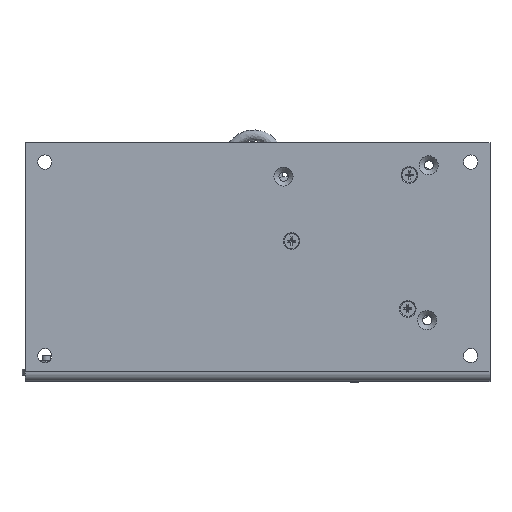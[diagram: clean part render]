
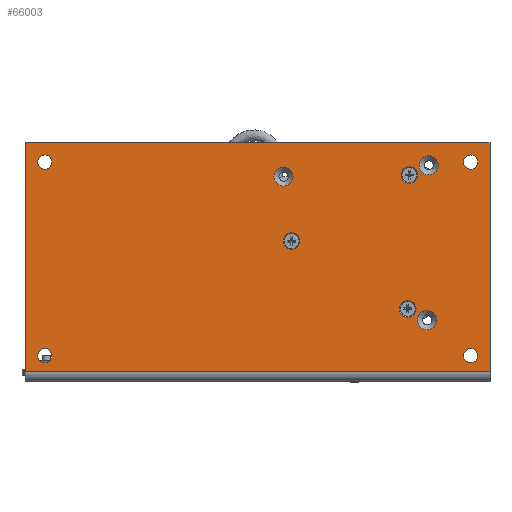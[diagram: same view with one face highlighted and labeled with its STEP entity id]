
A CAD part, top view. The second image highlights one B-rep face of the part: STEP entity #66003.
In plain terms, the highlighted planar face has unit normal (0, 0, 1).
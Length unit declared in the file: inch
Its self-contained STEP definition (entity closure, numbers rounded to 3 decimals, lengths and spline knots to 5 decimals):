
#790 = DIRECTION ( 'NONE',  ( 1., 0., 0. ) ) ;
#1190 = ORIENTED_EDGE ( 'NONE', *, *, #33903, .F. ) ;
#1519 = CARTESIAN_POINT ( 'NONE',  ( -1.03376, 1.1875, 0.18455 ) ) ;
#2261 = CARTESIAN_POINT ( 'NONE',  ( -9., 0.18455, 0.18455 ) ) ;
#2424 = ORIENTED_EDGE ( 'NONE', *, *, #37253, .T. ) ;
#2947 = DIRECTION ( 'NONE',  ( -1., 0., 0. ) ) ;
#5926 = DIRECTION ( 'NONE',  ( 0., -1., 0. ) ) ;
#6467 = FACE_BOUND ( 'NONE', #64862, .T. ) ;
#7503 = EDGE_LOOP ( 'NONE', ( #10053 ) ) ;
#8489 = EDGE_LOOP ( 'NONE', ( #9504 ) ) ;
#8746 = LINE ( 'NONE', #40784, #31625 ) ;
#9276 = CARTESIAN_POINT ( 'NONE',  ( -3.81496, 3.9688, 0.18455 ) ) ;
#9345 = CIRCLE ( 'NONE', #16500, 0.1378 ) ;
#9473 = EDGE_CURVE ( 'NONE', #69472, #65773, #45201, .T. ) ;
#9504 = ORIENTED_EDGE ( 'NONE', *, *, #56232, .T. ) ;
#10053 = ORIENTED_EDGE ( 'NONE', *, *, #30748, .F. ) ;
#10478 = EDGE_LOOP ( 'NONE', ( #61705 ) ) ;
#10843 = EDGE_LOOP ( 'NONE', ( #1190 ) ) ;
#11191 = CARTESIAN_POINT ( 'NONE',  ( -1.1875, 4.1875, 0.18455 ) ) ;
#12270 = FACE_BOUND ( 'NONE', #68763, .T. ) ;
#12987 = FACE_BOUND ( 'NONE', #50225, .T. ) ;
#13219 = DIRECTION ( 'NONE',  ( 0., 0., 1. ) ) ;
#14514 = CARTESIAN_POINT ( 'NONE',  ( -1.2188, 1.1875, 0.18455 ) ) ;
#15106 = VERTEX_POINT ( 'NONE', #9276 ) ;
#15300 = VERTEX_POINT ( 'NONE', #41503 ) ;
#16281 = CARTESIAN_POINT ( 'NONE',  ( -8.4872, 4.25, 0.18455 ) ) ;
#16356 = EDGE_CURVE ( 'NONE', #57507, #57507, #25546, .T. ) ;
#16500 = AXIS2_PLACEMENT_3D ( 'NONE', #41708, #42801, #64297 ) ;
#16602 = CIRCLE ( 'NONE', #18869, 0.18504 ) ;
#17307 = CARTESIAN_POINT ( 'NONE',  ( -8.625, 4.25, 0.18455 ) ) ;
#17680 = DIRECTION ( 'NONE',  ( 1., 0., 0. ) ) ;
#17762 = FACE_BOUND ( 'NONE', #24932, .T. ) ;
#18364 = DIRECTION ( 'NONE',  ( 0., 0., -1. ) ) ;
#18869 = AXIS2_PLACEMENT_3D ( 'NONE', #39346, #24994, #790 ) ;
#19345 = AXIS2_PLACEMENT_3D ( 'NONE', #11191, #33378, #67595 ) ;
#20056 = EDGE_LOOP ( 'NONE', ( #21585, #2424, #46986, #56214 ) ) ;
#20846 = EDGE_CURVE ( 'NONE', #69876, #69876, #34830, .T. ) ;
#21075 = CIRCLE ( 'NONE', #52424, 0.16142 ) ;
#21104 = CARTESIAN_POINT ( 'NONE',  ( 0., 0.18455, 0.18455 ) ) ;
#21585 = ORIENTED_EDGE ( 'NONE', *, *, #9473, .F. ) ;
#22843 = ORIENTED_EDGE ( 'NONE', *, *, #62690, .F. ) ;
#23821 = CARTESIAN_POINT ( 'NONE',  ( -3.8438, 2.7188, 0.18455 ) ) ;
#23901 = FACE_BOUND ( 'NONE', #8489, .T. ) ;
#24333 = CARTESIAN_POINT ( 'NONE',  ( -1.5625, 4., 0.18455 ) ) ;
#24932 = EDGE_LOOP ( 'NONE', ( #43308 ) ) ;
#24994 = DIRECTION ( 'NONE',  ( 0., 0., 1. ) ) ;
#25546 = CIRCLE ( 'NONE', #44192, 0.18504 ) ;
#26312 = EDGE_CURVE ( 'NONE', #38830, #38830, #65088, .T. ) ;
#26380 = DIRECTION ( 'NONE',  ( 1., 0., 0. ) ) ;
#27365 = ORIENTED_EDGE ( 'NONE', *, *, #26312, .T. ) ;
#27502 = CIRCLE ( 'NONE', #19345, 0.18504 ) ;
#28605 = CARTESIAN_POINT ( 'NONE',  ( -0.375, 0.5, 0.18455 ) ) ;
#28649 = PLANE ( 'NONE',  #32387 ) ;
#28994 = DIRECTION ( 'NONE',  ( 0., 0., -1. ) ) ;
#29325 = ORIENTED_EDGE ( 'NONE', *, *, #61536, .T. ) ;
#29352 = FACE_BOUND ( 'NONE', #10843, .T. ) ;
#30125 = EDGE_LOOP ( 'NONE', ( #27365 ) ) ;
#30181 = CARTESIAN_POINT ( 'NONE',  ( 0., 4.625, 0.18455 ) ) ;
#30748 = EDGE_CURVE ( 'NONE', #41316, #41316, #21075, .T. ) ;
#31625 = VECTOR ( 'NONE', #2947, 39.37008 ) ;
#31743 = EDGE_CURVE ( 'NONE', #46025, #70481, #8746, .T. ) ;
#32025 = AXIS2_PLACEMENT_3D ( 'NONE', #59850, #54400, #26380 ) ;
#32387 = AXIS2_PLACEMENT_3D ( 'NONE', #46113, #28994, #57370 ) ;
#33378 = DIRECTION ( 'NONE',  ( 0., 0., 1. ) ) ;
#33903 = EDGE_CURVE ( 'NONE', #15106, #15106, #16602, .T. ) ;
#34264 = LINE ( 'NONE', #51728, #65840 ) ;
#34830 = CIRCLE ( 'NONE', #53451, 0.1378 ) ;
#35165 = FACE_BOUND ( 'NONE', #7503, .T. ) ;
#35400 = DIRECTION ( 'NONE',  ( 1., 0., 0. ) ) ;
#36771 = EDGE_CURVE ( 'NONE', #64264, #64264, #57592, .T. ) ;
#37253 = EDGE_CURVE ( 'NONE', #69472, #46025, #69555, .T. ) ;
#38799 = EDGE_CURVE ( 'NONE', #70481, #65773, #34264, .T. ) ;
#38830 = VERTEX_POINT ( 'NONE', #39544 ) ;
#39346 = CARTESIAN_POINT ( 'NONE',  ( -4., 3.9688, 0.18455 ) ) ;
#39544 = CARTESIAN_POINT ( 'NONE',  ( -0.2372, 0.5, 0.18455 ) ) ;
#40147 = AXIS2_PLACEMENT_3D ( 'NONE', #23821, #56575, #17680 ) ;
#40784 = CARTESIAN_POINT ( 'NONE',  ( -9., 4.625, 0.18455 ) ) ;
#41224 = VERTEX_POINT ( 'NONE', #45640 ) ;
#41316 = VERTEX_POINT ( 'NONE', #58041 ) ;
#41503 = CARTESIAN_POINT ( 'NONE',  ( -1.43238, 1.4062, 0.18455 ) ) ;
#41708 = CARTESIAN_POINT ( 'NONE',  ( -8.625, 0.5, 0.18455 ) ) ;
#41889 = CARTESIAN_POINT ( 'NONE',  ( 0., 0., 0.18455 ) ) ;
#42405 = CARTESIAN_POINT ( 'NONE',  ( -3.68238, 2.7188, 0.18455 ) ) ;
#42801 = DIRECTION ( 'NONE',  ( 0., 0., -1. ) ) ;
#43308 = ORIENTED_EDGE ( 'NONE', *, *, #16356, .F. ) ;
#44192 = AXIS2_PLACEMENT_3D ( 'NONE', #14514, #64390, #59984 ) ;
#45201 = LINE ( 'NONE', #67392, #68713 ) ;
#45365 = DIRECTION ( 'NONE',  ( 1., 0., 0. ) ) ;
#45401 = FACE_OUTER_BOUND ( 'NONE', #20056, .T. ) ;
#45640 = CARTESIAN_POINT ( 'NONE',  ( -1.00246, 4.1875, 0.18455 ) ) ;
#46025 = VERTEX_POINT ( 'NONE', #30181 ) ;
#46086 = EDGE_CURVE ( 'NONE', #41224, #41224, #27502, .T. ) ;
#46113 = CARTESIAN_POINT ( 'NONE',  ( -4.5, 2.3125, 0.18455 ) ) ;
#46901 = DIRECTION ( 'NONE',  ( 1., 0., 0. ) ) ;
#46986 = ORIENTED_EDGE ( 'NONE', *, *, #31743, .T. ) ;
#47613 = DIRECTION ( 'NONE',  ( 0., 0., 1. ) ) ;
#48762 = CARTESIAN_POINT ( 'NONE',  ( -0.2372, 4.25, 0.18455 ) ) ;
#50225 = EDGE_LOOP ( 'NONE', ( #22843 ) ) ;
#51728 = CARTESIAN_POINT ( 'NONE',  ( -9., 0., 0.18455 ) ) ;
#51778 = CIRCLE ( 'NONE', #32025, 0.1378 ) ;
#52064 = CARTESIAN_POINT ( 'NONE',  ( -8.4872, 0.5, 0.18455 ) ) ;
#52424 = AXIS2_PLACEMENT_3D ( 'NONE', #24333, #47613, #46901 ) ;
#53228 = CARTESIAN_POINT ( 'NONE',  ( -1.5938, 1.4062, 0.18455 ) ) ;
#53451 = AXIS2_PLACEMENT_3D ( 'NONE', #17307, #18364, #67498 ) ;
#54239 = ORIENTED_EDGE ( 'NONE', *, *, #36771, .F. ) ;
#54400 = DIRECTION ( 'NONE',  ( 0., 0., -1. ) ) ;
#55561 = DIRECTION ( 'NONE',  ( 0., 0., -1. ) ) ;
#56214 = ORIENTED_EDGE ( 'NONE', *, *, #38799, .T. ) ;
#56232 = EDGE_CURVE ( 'NONE', #69159, #69159, #9345, .T. ) ;
#56575 = DIRECTION ( 'NONE',  ( 0., 0., 1. ) ) ;
#56656 = FACE_BOUND ( 'NONE', #63851, .T. ) ;
#57370 = DIRECTION ( 'NONE',  ( -1., 0., 0. ) ) ;
#57507 = VERTEX_POINT ( 'NONE', #1519 ) ;
#57592 = CIRCLE ( 'NONE', #40147, 0.16142 ) ;
#58041 = CARTESIAN_POINT ( 'NONE',  ( -1.40108, 4., 0.18455 ) ) ;
#59850 = CARTESIAN_POINT ( 'NONE',  ( -0.375, 4.25, 0.18455 ) ) ;
#59935 = AXIS2_PLACEMENT_3D ( 'NONE', #53228, #13219, #35400 ) ;
#59984 = DIRECTION ( 'NONE',  ( 1., 0., 0. ) ) ;
#59993 = VECTOR ( 'NONE', #68831, 39.37008 ) ;
#61536 = EDGE_CURVE ( 'NONE', #69518, #69518, #51778, .T. ) ;
#61705 = ORIENTED_EDGE ( 'NONE', *, *, #20846, .T. ) ;
#61927 = DIRECTION ( 'NONE',  ( -1., 0., 0. ) ) ;
#62690 = EDGE_CURVE ( 'NONE', #15300, #15300, #63421, .T. ) ;
#63170 = ORIENTED_EDGE ( 'NONE', *, *, #46086, .F. ) ;
#63421 = CIRCLE ( 'NONE', #59935, 0.16142 ) ;
#63851 = EDGE_LOOP ( 'NONE', ( #54239 ) ) ;
#64264 = VERTEX_POINT ( 'NONE', #42405 ) ;
#64297 = DIRECTION ( 'NONE',  ( 1., 0., 0. ) ) ;
#64390 = DIRECTION ( 'NONE',  ( 0., 0., 1. ) ) ;
#64862 = EDGE_LOOP ( 'NONE', ( #29325 ) ) ;
#65088 = CIRCLE ( 'NONE', #72031, 0.1378 ) ;
#65773 = VERTEX_POINT ( 'NONE', #2261 ) ;
#65840 = VECTOR ( 'NONE', #5926, 39.37008 ) ;
#66003 = ADVANCED_FACE ( 'NONE', ( #45401, #67947, #6467, #68296, #23901, #17762, #12270, #29352, #12987, #35165, #56656 ), #28649, .F. ) ;
#66052 = CARTESIAN_POINT ( 'NONE',  ( -9., 4.625, 0.18455 ) ) ;
#67392 = CARTESIAN_POINT ( 'NONE',  ( -4.5, 0.18455, 0.18455 ) ) ;
#67498 = DIRECTION ( 'NONE',  ( 1., 0., 0. ) ) ;
#67595 = DIRECTION ( 'NONE',  ( 1., 0., 0. ) ) ;
#67947 = FACE_BOUND ( 'NONE', #10478, .T. ) ;
#68296 = FACE_BOUND ( 'NONE', #30125, .T. ) ;
#68713 = VECTOR ( 'NONE', #61927, 39.37008 ) ;
#68763 = EDGE_LOOP ( 'NONE', ( #63170 ) ) ;
#68831 = DIRECTION ( 'NONE',  ( 0., 1., 0. ) ) ;
#69159 = VERTEX_POINT ( 'NONE', #52064 ) ;
#69472 = VERTEX_POINT ( 'NONE', #21104 ) ;
#69518 = VERTEX_POINT ( 'NONE', #48762 ) ;
#69555 = LINE ( 'NONE', #41889, #59993 ) ;
#69876 = VERTEX_POINT ( 'NONE', #16281 ) ;
#70481 = VERTEX_POINT ( 'NONE', #66052 ) ;
#72031 = AXIS2_PLACEMENT_3D ( 'NONE', #28605, #55561, #45365 ) ;
